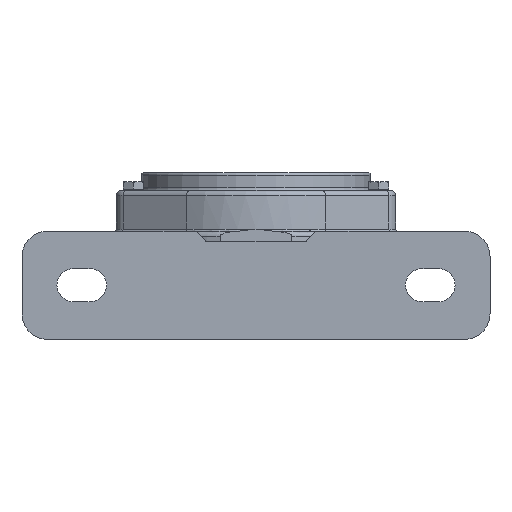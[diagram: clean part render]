
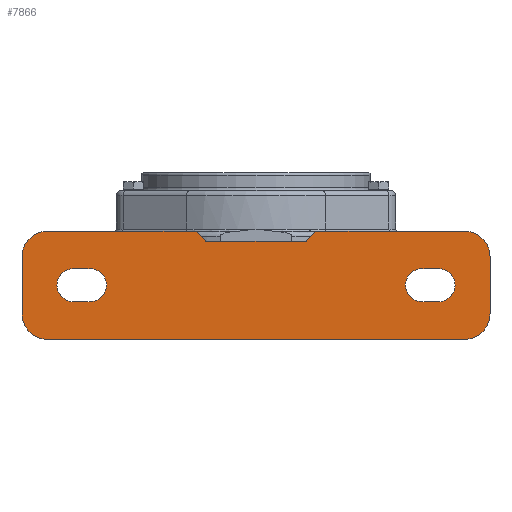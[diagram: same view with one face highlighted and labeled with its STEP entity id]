
A CAD part, front view. The second image highlights one B-rep face of the part: STEP entity #7866.
In plain terms, the highlighted planar face has unit normal (0, -1, 0).
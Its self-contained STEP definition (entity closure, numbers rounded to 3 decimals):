
#859=LINE($,#13268,#1243);
#899=LINE($,#14240,#1283);
#919=LINE($,#14301,#1303);
#921=LINE($,#14307,#1305);
#924=LINE($,#14315,#1308);
#927=LINE($,#14324,#1311);
#929=LINE($,#14327,#1313);
#930=LINE($,#14328,#1314);
#931=LINE($,#14333,#1315);
#932=LINE($,#14336,#1316);
#933=LINE($,#14339,#1317);
#934=LINE($,#14343,#1318);
#1243=VECTOR($,#10229,38.848);
#1283=VECTOR($,#10557,5.73);
#1303=VECTOR($,#10609,22.5);
#1305=VECTOR($,#10617,58.473);
#1308=VECTOR($,#10626,164.);
#1311=VECTOR($,#10635,58.473);
#1313=VECTOR($,#10639,5.73);
#1314=VECTOR($,#10640,22.5);
#1315=VECTOR($,#10643,6.5);
#1316=VECTOR($,#10646,6.5);
#1317=VECTOR($,#10647,6.5);
#1318=VECTOR($,#10650,6.5);
#1552=PLANE($,#8719);
#1741=FACE_BOUND($,#2828,.T.);
#1742=FACE_BOUND($,#2829,.T.);
#2251=FACE_OUTER_BOUND($,#2827,.T.);
#2827=EDGE_LOOP($,(#6764,#6765,#6766,#6767,#6768,#6769,#6770,#6771,#6772,
#6773,#6774,#6775));
#2828=EDGE_LOOP($,(#6776,#6777,#6778,#6779));
#2829=EDGE_LOOP($,(#6780,#6781,#6782,#6783));
#3364=CIRCLE($,#8708,10.);
#3365=CIRCLE($,#8711,10.);
#3366=CIRCLE($,#8714,10.);
#3367=CIRCLE($,#8717,10.);
#3368=CIRCLE($,#8720,6.5);
#3369=CIRCLE($,#8721,6.5);
#3370=CIRCLE($,#8722,6.5);
#3371=CIRCLE($,#8723,6.5);
#3881=VERTEX_POINT($,#13265);
#3882=VERTEX_POINT($,#13267);
#3989=VERTEX_POINT($,#14239);
#3998=VERTEX_POINT($,#14293);
#3999=VERTEX_POINT($,#14295);
#4000=VERTEX_POINT($,#14299);
#4001=VERTEX_POINT($,#14303);
#4002=VERTEX_POINT($,#14309);
#4003=VERTEX_POINT($,#14311);
#4004=VERTEX_POINT($,#14317);
#4005=VERTEX_POINT($,#14319);
#4006=VERTEX_POINT($,#14323);
#4007=VERTEX_POINT($,#14329);
#4008=VERTEX_POINT($,#14330);
#4009=VERTEX_POINT($,#14332);
#4010=VERTEX_POINT($,#14334);
#4011=VERTEX_POINT($,#14337);
#4012=VERTEX_POINT($,#14338);
#4013=VERTEX_POINT($,#14340);
#4014=VERTEX_POINT($,#14342);
#4766=EDGE_CURVE($,#3882,#3881,#859,.T.);
#4925=EDGE_CURVE($,#3882,#3989,#899,.T.);
#4949=EDGE_CURVE($,#3998,#3999,#3364,.T.);
#4952=EDGE_CURVE($,#4000,#3998,#919,.T.);
#4954=EDGE_CURVE($,#4001,#4000,#3365,.T.);
#4955=EDGE_CURVE($,#3989,#4001,#921,.T.);
#4957=EDGE_CURVE($,#4002,#4003,#3366,.T.);
#4959=EDGE_CURVE($,#4002,#3999,#924,.T.);
#4961=EDGE_CURVE($,#4004,#4005,#3367,.T.);
#4963=EDGE_CURVE($,#4005,#4006,#927,.T.);
#4965=EDGE_CURVE($,#4006,#3881,#929,.T.);
#4966=EDGE_CURVE($,#4004,#4003,#930,.T.);
#4967=EDGE_CURVE($,#4007,#4008,#3368,.T.);
#4968=EDGE_CURVE($,#4008,#4009,#931,.T.);
#4969=EDGE_CURVE($,#4009,#4010,#3369,.T.);
#4970=EDGE_CURVE($,#4010,#4007,#932,.T.);
#4971=EDGE_CURVE($,#4011,#4012,#933,.T.);
#4972=EDGE_CURVE($,#4012,#4013,#3370,.T.);
#4973=EDGE_CURVE($,#4013,#4014,#934,.T.);
#4974=EDGE_CURVE($,#4014,#4011,#3371,.T.);
#6764=ORIENTED_EDGE($,*,*,#4949,.F.);
#6765=ORIENTED_EDGE($,*,*,#4952,.F.);
#6766=ORIENTED_EDGE($,*,*,#4954,.F.);
#6767=ORIENTED_EDGE($,*,*,#4955,.F.);
#6768=ORIENTED_EDGE($,*,*,#4925,.F.);
#6769=ORIENTED_EDGE($,*,*,#4766,.T.);
#6770=ORIENTED_EDGE($,*,*,#4965,.F.);
#6771=ORIENTED_EDGE($,*,*,#4963,.F.);
#6772=ORIENTED_EDGE($,*,*,#4961,.F.);
#6773=ORIENTED_EDGE($,*,*,#4966,.T.);
#6774=ORIENTED_EDGE($,*,*,#4957,.F.);
#6775=ORIENTED_EDGE($,*,*,#4959,.T.);
#6776=ORIENTED_EDGE($,*,*,#4967,.T.);
#6777=ORIENTED_EDGE($,*,*,#4968,.T.);
#6778=ORIENTED_EDGE($,*,*,#4969,.T.);
#6779=ORIENTED_EDGE($,*,*,#4970,.T.);
#6780=ORIENTED_EDGE($,*,*,#4971,.T.);
#6781=ORIENTED_EDGE($,*,*,#4972,.T.);
#6782=ORIENTED_EDGE($,*,*,#4973,.T.);
#6783=ORIENTED_EDGE($,*,*,#4974,.T.);
#7866=ADVANCED_FACE($,(#2251,#1741,#1742),#1552,.T.);
#8708=AXIS2_PLACEMENT_3D($,#14296,#10603,#10604);
#8711=AXIS2_PLACEMENT_3D($,#14305,#10613,#10614);
#8714=AXIS2_PLACEMENT_3D($,#14312,#10621,#10622);
#8717=AXIS2_PLACEMENT_3D($,#14320,#10630,#10631);
#8719=AXIS2_PLACEMENT_3D($,#14326,#10637,#10638);
#8720=AXIS2_PLACEMENT_3D($,#14331,#10641,#10642);
#8721=AXIS2_PLACEMENT_3D($,#14335,#10644,#10645);
#8722=AXIS2_PLACEMENT_3D($,#14341,#10648,#10649);
#8723=AXIS2_PLACEMENT_3D($,#14344,#10651,#10652);
#10229=DIRECTION($,(-1.,0.,0.));
#10557=DIRECTION($,(0.716,0.,0.698));
#10603=DIRECTION('center_axis',(0.,1.,0.));
#10604=DIRECTION('ref_axis',(0.707,0.,-0.707));
#10609=DIRECTION($,(0.,0.,-1.));
#10613=DIRECTION('center_axis',(0.,1.,0.));
#10614=DIRECTION('ref_axis',(0.707,0.,0.707));
#10617=DIRECTION($,(1.,0.,0.));
#10621=DIRECTION('center_axis',(0.,1.,0.));
#10622=DIRECTION('ref_axis',(-0.707,0.,-0.707));
#10626=DIRECTION($,(1.,0.,0.));
#10630=DIRECTION('center_axis',(0.,1.,0.));
#10631=DIRECTION('ref_axis',(-0.707,0.,0.707));
#10635=DIRECTION($,(1.,0.,0.));
#10637=DIRECTION('center_axis',(0.,-1.,0.));
#10638=DIRECTION('ref_axis',(0.,0.,-1.));
#10639=DIRECTION($,(0.716,0.,-0.698));
#10640=DIRECTION($,(0.,0.,-1.));
#10641=DIRECTION('center_axis',(0.,1.,0.));
#10642=DIRECTION('ref_axis',(0.,0.,1.));
#10643=DIRECTION($,(1.,0.,0.));
#10644=DIRECTION('center_axis',(0.,1.,0.));
#10645=DIRECTION('ref_axis',(0.,0.,-1.));
#10646=DIRECTION($,(-1.,0.,0.));
#10647=DIRECTION($,(1.,0.,0.));
#10648=DIRECTION('center_axis',(0.,1.,0.));
#10649=DIRECTION('ref_axis',(0.,0.,-1.));
#10650=DIRECTION($,(-1.,0.,0.));
#10651=DIRECTION('center_axis',(0.,1.,0.));
#10652=DIRECTION('ref_axis',(0.,0.,1.));
#13265=CARTESIAN_POINT('',(-25.921,-74.367,-155.959));
#13267=CARTESIAN_POINT('',(12.926,-74.367,-155.959));
#13268=CARTESIAN_POINT($,(-52.498,-74.367,-155.959));
#14239=CARTESIAN_POINT('',(17.03,-74.367,-151.959));
#14240=CARTESIAN_POINT($,(-13.763,-74.367,-181.976));
#14293=CARTESIAN_POINT('',(85.502,-74.367,-184.459));
#14295=CARTESIAN_POINT('',(75.502,-74.367,-194.459));
#14296=CARTESIAN_POINT('Origin',(75.502,-74.367,-184.459));
#14299=CARTESIAN_POINT('',(85.502,-74.367,-161.959));
#14301=CARTESIAN_POINT($,(85.502,-74.367,-151.959));
#14303=CARTESIAN_POINT('',(75.502,-74.367,-151.959));
#14305=CARTESIAN_POINT('Origin',(75.502,-74.367,-161.959));
#14307=CARTESIAN_POINT($,(-98.498,-74.367,-151.959));
#14309=CARTESIAN_POINT('',(-88.498,-74.367,-194.459));
#14311=CARTESIAN_POINT('',(-98.498,-74.367,-184.459));
#14312=CARTESIAN_POINT('Origin',(-88.498,-74.367,-184.459));
#14315=CARTESIAN_POINT($,(-98.498,-74.367,-194.459));
#14317=CARTESIAN_POINT('',(-98.498,-74.367,-161.959));
#14319=CARTESIAN_POINT('',(-88.498,-74.367,-151.959));
#14320=CARTESIAN_POINT('Origin',(-88.498,-74.367,-161.959));
#14323=CARTESIAN_POINT('',(-30.025,-74.367,-151.959));
#14324=CARTESIAN_POINT($,(-98.498,-74.367,-151.959));
#14326=CARTESIAN_POINT('Origin',(-98.498,-74.367,-151.959));
#14327=CARTESIAN_POINT($,(-51.397,-74.367,-131.125));
#14328=CARTESIAN_POINT($,(-98.498,-74.367,-151.959));
#14329=CARTESIAN_POINT('',(58.752,-74.367,-179.709));
#14330=CARTESIAN_POINT('',(58.752,-74.367,-166.709));
#14331=CARTESIAN_POINT('Origin',(58.752,-74.367,-173.209));
#14332=CARTESIAN_POINT('',(65.252,-74.367,-166.709));
#14333=CARTESIAN_POINT($,(-16.623,-74.367,-166.709));
#14334=CARTESIAN_POINT('',(65.252,-74.367,-179.709));
#14335=CARTESIAN_POINT('Origin',(65.252,-74.367,-173.209));
#14336=CARTESIAN_POINT($,(-19.873,-74.367,-179.709));
#14337=CARTESIAN_POINT('',(-78.248,-74.367,-166.709));
#14338=CARTESIAN_POINT('',(-71.748,-74.367,-166.709));
#14339=CARTESIAN_POINT($,(-85.123,-74.367,-166.709));
#14340=CARTESIAN_POINT('',(-71.748,-74.367,-179.709));
#14341=CARTESIAN_POINT('Origin',(-71.748,-74.367,-173.209));
#14342=CARTESIAN_POINT('',(-78.248,-74.367,-179.709));
#14343=CARTESIAN_POINT($,(-88.373,-74.367,-179.709));
#14344=CARTESIAN_POINT('Origin',(-78.248,-74.367,-173.209));
